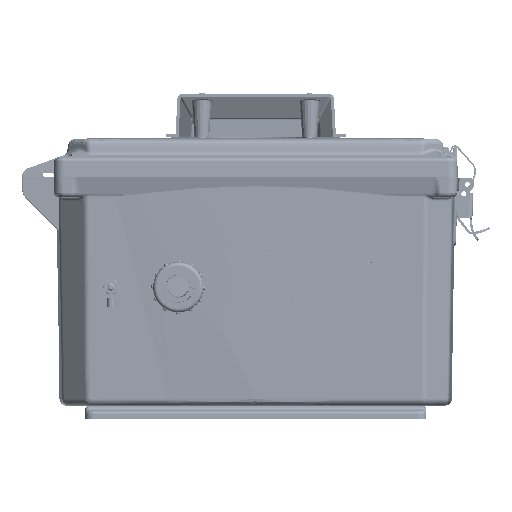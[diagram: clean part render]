
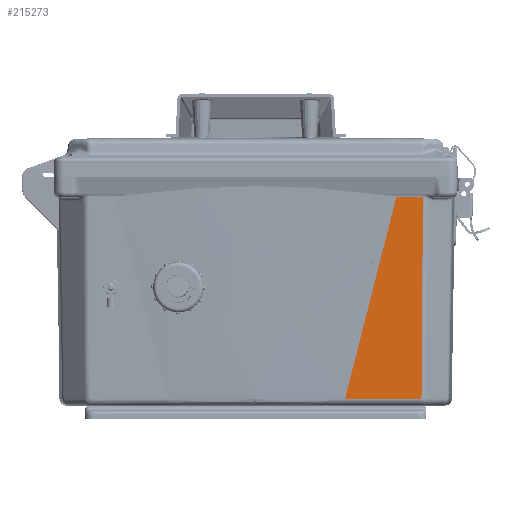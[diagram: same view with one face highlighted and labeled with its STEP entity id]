
A CAD part, front view. The second image highlights one B-rep face of the part: STEP entity #215273.
In plain terms, the highlighted face is planar.
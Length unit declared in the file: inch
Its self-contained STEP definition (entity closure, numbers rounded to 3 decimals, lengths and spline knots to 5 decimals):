
#944 = ORIENTED_EDGE ( 'NONE', *, *, #211257, .F. ) ;
#21899 = CARTESIAN_POINT ( 'NONE',  ( -0.50592, -6.13617, -3.67049 ) ) ;
#27087 = CARTESIAN_POINT ( 'NONE',  ( -0.50592, -6.13617, -4.35952 ) ) ;
#27399 = LINE ( 'NONE', #295832, #31115 ) ;
#31115 = VECTOR ( 'NONE', #102949, 39.37008 ) ;
#62782 = VERTEX_POINT ( 'NONE', #70002 ) ;
#70002 = CARTESIAN_POINT ( 'NONE',  ( -5.77332, -6.04423, -2.3301 ) ) ;
#81871 = EDGE_CURVE ( 'NONE', #147638, #62782, #192597, .T. ) ;
#82967 = CARTESIAN_POINT ( 'NONE',  ( -0.50592, -6.13617, 5.68956 ) ) ;
#83132 = VECTOR ( 'NONE', #83571, 39.37008 ) ;
#83571 = DIRECTION ( 'NONE',  ( 1., -0.017, -0.007 ) ) ;
#89699 = CARTESIAN_POINT ( 'NONE',  ( -4.4098, -6.06803, -2.67531 ) ) ;
#102385 = LINE ( 'NONE', #82967, #186726 ) ;
#102949 = DIRECTION ( 'NONE',  ( 0., 0., 1. ) ) ;
#103803 = PLANE ( 'NONE',  #298627 ) ;
#105297 = ORIENTED_EDGE ( 'NONE', *, *, #81871, .T. ) ;
#117040 = CARTESIAN_POINT ( 'NONE',  ( -5.77332, -6.04423, -2.3301 ) ) ;
#118594 = CARTESIAN_POINT ( 'NONE',  ( -0.50592, -6.13617, -3.67049 ) ) ;
#144137 = VERTEX_POINT ( 'NONE', #27087 ) ;
#147638 = VERTEX_POINT ( 'NONE', #21899 ) ;
#148946 = DIRECTION ( 'NONE',  ( 1., -0.017, 0. ) ) ;
#150519 = FACE_OUTER_BOUND ( 'NONE', #155165, .T. ) ;
#152269 = DIRECTION ( 'NONE',  ( 0., 0., 1. ) ) ;
#155165 = EDGE_LOOP ( 'NONE', ( #284048, #230608, #105297, #944 ) ) ;
#155291 = DIRECTION ( 'NONE',  ( -0.017, -1., 0. ) ) ;
#186726 = VECTOR ( 'NONE', #152269, 39.37008 ) ;
#192597 = B_SPLINE_CURVE_WITH_KNOTS ( 'NONE', 3,
 ( #118594, #216550, #89699, #117040 ),
 .UNSPECIFIED., .F., .F.,
 ( 4, 4 ),
 ( 0., 1. ),
 .UNSPECIFIED. ) ;
#211257 = EDGE_CURVE ( 'NONE', #287305, #62782, #27399, .T. ) ;
#215273 = ADVANCED_FACE ( 'NONE', ( #150519 ), #103803, .T. ) ;
#216550 = CARTESIAN_POINT ( 'NONE',  ( -2.654, -6.09867, -3.12211 ) ) ;
#227475 = CARTESIAN_POINT ( 'NONE',  ( 0., -6.145, 5.68956 ) ) ;
#230608 = ORIENTED_EDGE ( 'NONE', *, *, #253104, .T. ) ;
#253104 = EDGE_CURVE ( 'NONE', #144137, #147638, #102385, .T. ) ;
#254034 = CARTESIAN_POINT ( 'NONE',  ( -5.77332, -6.04423, -4.32143 ) ) ;
#262178 = CARTESIAN_POINT ( 'NONE',  ( -5.77332, -6.04423, -4.32143 ) ) ;
#269503 = EDGE_CURVE ( 'NONE', #287305, #144137, #303832, .T. ) ;
#284048 = ORIENTED_EDGE ( 'NONE', *, *, #269503, .T. ) ;
#287305 = VERTEX_POINT ( 'NONE', #262178 ) ;
#295832 = CARTESIAN_POINT ( 'NONE',  ( -5.77332, -6.04423, 8.7437 ) ) ;
#298627 = AXIS2_PLACEMENT_3D ( 'NONE', #227475, #155291, #148946 ) ;
#303832 = LINE ( 'NONE', #254034, #83132 ) ;
